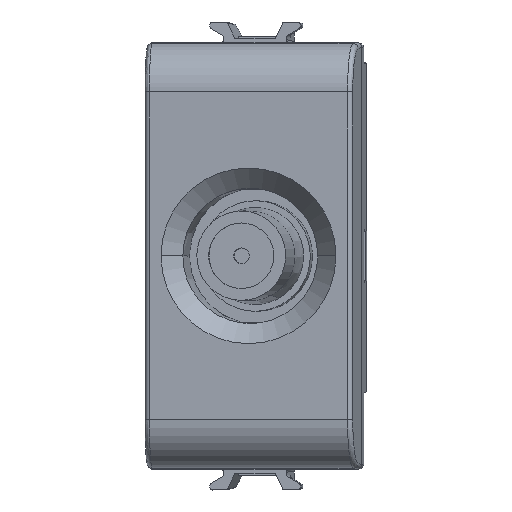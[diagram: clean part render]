
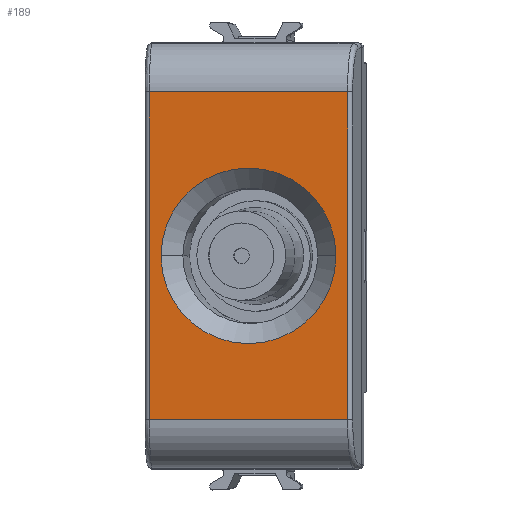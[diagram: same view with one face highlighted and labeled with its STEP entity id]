
A CAD part, top view. The second image highlights one B-rep face of the part: STEP entity #189.
In plain terms, the highlighted planar face has unit normal (-0.087, 0, 0.996).
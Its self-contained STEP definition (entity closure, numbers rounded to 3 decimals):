
#135=AXIS2_PLACEMENT_3D('Plane Axis2P3D',#132,#133,#134) ;
#173=AXIS2_PLACEMENT_3D('Circle Axis2P3D',#171,#172,$) ;
#182=AXIS2_PLACEMENT_3D('Circle Axis2P3D',#180,#181,$) ;
#132=CARTESIAN_POINT('Axis2P3D Location',(-1.085,0.,11.153)) ;
#137=CARTESIAN_POINT('Line Origine',(-11.295,0.,10.259)) ;
#141=CARTESIAN_POINT('Vertex',(-11.295,16.903,10.259)) ;
#143=CARTESIAN_POINT('Vertex',(-11.295,-16.903,10.259)) ;
#146=CARTESIAN_POINT('Line Origine',(-1.085,-16.903,11.153)) ;
#150=CARTESIAN_POINT('Vertex',(9.124,-16.903,12.046)) ;
#153=CARTESIAN_POINT('Line Origine',(9.124,0.,12.046)) ;
#157=CARTESIAN_POINT('Vertex',(9.124,16.903,12.046)) ;
#160=CARTESIAN_POINT('Line Origine',(-1.085,16.903,11.153)) ;
#171=CARTESIAN_POINT('Axis2P3D Location',(-1.085,0.,11.153)) ;
#175=CARTESIAN_POINT('Vertex',(-10.101,0.,10.364)) ;
#177=CARTESIAN_POINT('Vertex',(7.93,0.,11.941)) ;
#180=CARTESIAN_POINT('Axis2P3D Location',(-1.085,0.,11.153)) ;
#133=DIRECTION('Axis2P3D Direction',(0.087,0.,-0.996)) ;
#134=DIRECTION('Axis2P3D XDirection',(0.996,0.,0.087)) ;
#138=DIRECTION('Vector Direction',(0.,1.,0.)) ;
#147=DIRECTION('Vector Direction',(0.996,0.,0.087)) ;
#154=DIRECTION('Vector Direction',(0.,1.,0.)) ;
#161=DIRECTION('Vector Direction',(0.996,0.,0.087)) ;
#172=DIRECTION('Axis2P3D Direction',(0.087,0.,-0.996)) ;
#181=DIRECTION('Axis2P3D Direction',(0.087,0.,-0.996)) ;
#139=VECTOR('Line Direction',#138,1.) ;
#148=VECTOR('Line Direction',#147,1.) ;
#155=VECTOR('Line Direction',#154,1.) ;
#162=VECTOR('Line Direction',#161,1.) ;
#166=ORIENTED_EDGE('',*,*,#145,.T.) ;
#167=ORIENTED_EDGE('',*,*,#152,.T.) ;
#168=ORIENTED_EDGE('',*,*,#159,.F.) ;
#169=ORIENTED_EDGE('',*,*,#164,.T.) ;
#186=ORIENTED_EDGE('',*,*,#179,.F.) ;
#187=ORIENTED_EDGE('',*,*,#184,.F.) ;
#188=FACE_BOUND('',#185,.T.) ;
#189=ADVANCED_FACE('PartBody',(#170,#188),#136,.F.) ;
#174=CIRCLE('generated circle',#173,9.05) ;
#183=CIRCLE('generated circle',#182,9.05) ;
#145=EDGE_CURVE('',#142,#144,#140,.F.) ;
#152=EDGE_CURVE('',#144,#151,#149,.T.) ;
#159=EDGE_CURVE('',#158,#151,#156,.F.) ;
#164=EDGE_CURVE('',#158,#142,#163,.F.) ;
#179=EDGE_CURVE('',#176,#178,#174,.F.) ;
#184=EDGE_CURVE('',#178,#176,#183,.F.) ;
#165=EDGE_LOOP('',(#166,#167,#168,#169)) ;
#185=EDGE_LOOP('',(#186,#187)) ;
#170=FACE_OUTER_BOUND('',#165,.T.) ;
#140=LINE('Line',#137,#139) ;
#149=LINE('Line',#146,#148) ;
#156=LINE('Line',#153,#155) ;
#163=LINE('Line',#160,#162) ;
#136=PLANE('',#135) ;
#142=VERTEX_POINT('',#141) ;
#144=VERTEX_POINT('',#143) ;
#151=VERTEX_POINT('',#150) ;
#158=VERTEX_POINT('',#157) ;
#176=VERTEX_POINT('',#175) ;
#178=VERTEX_POINT('',#177) ;
